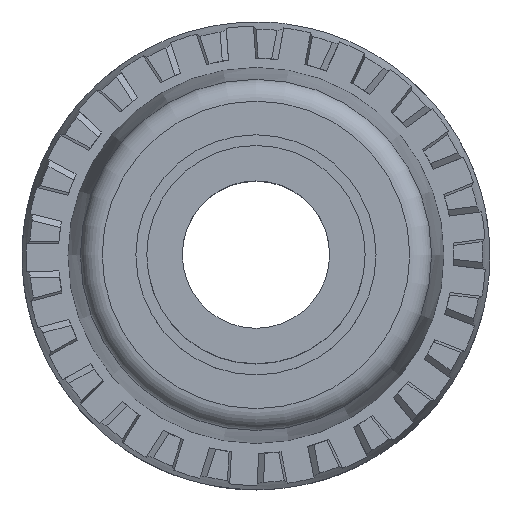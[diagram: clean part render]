
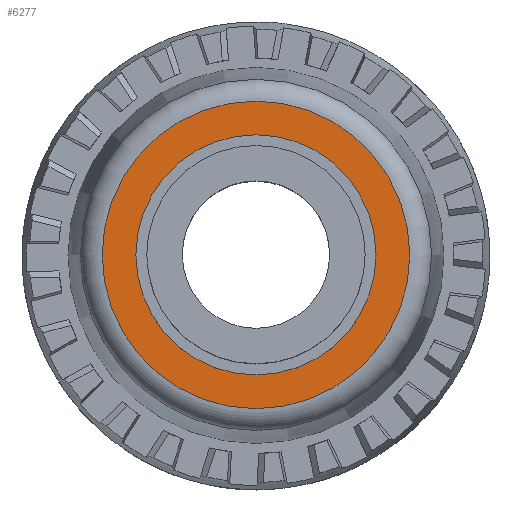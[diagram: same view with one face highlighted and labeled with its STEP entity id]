
A CAD part, top view. The second image highlights one B-rep face of the part: STEP entity #6277.
In plain terms, the highlighted face is planar.
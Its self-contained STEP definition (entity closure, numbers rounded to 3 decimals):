
#1219=PLANE('',#6646);
#1546=FACE_BOUND('',#1939,.T.);
#1575=FACE_OUTER_BOUND('',#1938,.T.);
#1938=EDGE_LOOP('',(#4261));
#1939=EDGE_LOOP('',(#4262));
#2323=CIRCLE('',#6645,28.171);
#2324=CIRCLE('',#6647,22.);
#2586=VERTEX_POINT('',#9550);
#2587=VERTEX_POINT('',#9553);
#3257=EDGE_CURVE('',#2586,#2586,#2323,.T.);
#3258=EDGE_CURVE('',#2587,#2587,#2324,.T.);
#4261=ORIENTED_EDGE('',*,*,#3257,.F.);
#4262=ORIENTED_EDGE('',*,*,#3258,.T.);
#6277=ADVANCED_FACE('',(#1575,#1546),#1219,.F.);
#6645=AXIS2_PLACEMENT_3D('',#9551,#7479,#7480);
#6646=AXIS2_PLACEMENT_3D('',#9552,#7481,#7482);
#6647=AXIS2_PLACEMENT_3D('',#9554,#7483,#7484);
#7479=DIRECTION('center_axis',(0.,0.,1.));
#7480=DIRECTION('ref_axis',(-1.,0.,0.));
#7481=DIRECTION('center_axis',(0.,0.,1.));
#7482=DIRECTION('ref_axis',(1.,0.,0.));
#7483=DIRECTION('center_axis',(0.,0.,1.));
#7484=DIRECTION('ref_axis',(-1.,0.,0.));
#9550=CARTESIAN_POINT('',(28.171,0.,30.5));
#9551=CARTESIAN_POINT('Origin',(0.,0.,30.5));
#9552=CARTESIAN_POINT('Origin',(0.,0.,30.5));
#9553=CARTESIAN_POINT('',(22.,0.,30.5));
#9554=CARTESIAN_POINT('Origin',(0.,0.,30.5));
